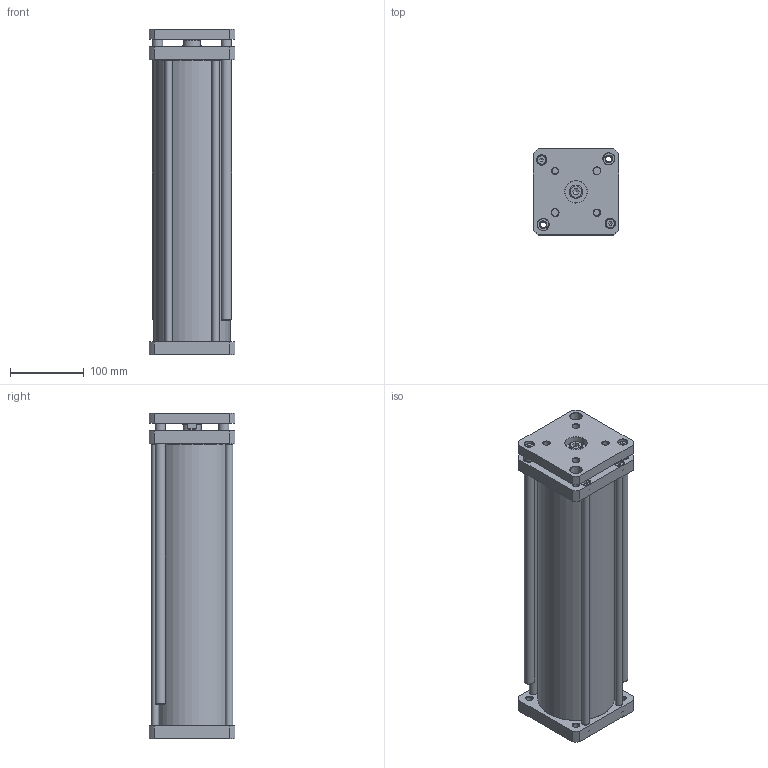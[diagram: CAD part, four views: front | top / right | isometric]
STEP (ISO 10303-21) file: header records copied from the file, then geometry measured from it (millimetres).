
FILE_DESCRIPTION((''),'2;1');
FILE_NAME('XDMA100.350.GS.F.stp','2014-05-19T15:07:57',('carlo.corazza'),(''),'Autodesk Inventor 2012','Autodesk Inventor 2012','');
FILE_SCHEMA(('AUTOMOTIVE_DESIGN { 1 0 10303 214 1 1 1 1 }'));
Length unit declared in the file: millimetre
Products named in the file (8): XDMA100..GS.F; CORPO-350; STELO-350; TAA; TIRANTE-350; TP; STAFFA; COLONNETTA-350
Assembly tree (11 placements, depth 2):
  XDMA100..GS.F
    CORPO-350
    STELO-350
    TAA
    TIRANTE-350  x4
    TP
    STAFFA
    COLONNETTA-350  x2
Bounding box: 116 x 116 x 441 mm (x, y, z)
Volume: 1281263.9 mm3; surface area: 483660.4 mm2
Topology: 11 solids, 22 shells, 379 faces, 857 edges, 533 vertices
Faces by surface type: plane 147, cone 126, cylinder 90, torus 16
Full cylindrical faces by diameter (mm): 6 x2, 6.647 x10, 8.376 x8, 8.566 x2, 8.9 x8, 9.1 x2, 10 x6, 10.106 x2, 13 x10, 13.5 x2, 14 x10, 16 x4, 18 x1, 25 x1, 25.6 x1, 26.9 x1, 28 x1, 29.8 x1, 30 x2, 100 x1, 104 x1
Entity records: 9033 total; most frequent: CARTESIAN_POINT 1663, DIRECTION 1456, ORIENTED_EDGE 1110, AXIS2_PLACEMENT_3D 618, EDGE_LOOP 584, EDGE_CURVE 555, VERTEX_POINT 443, STYLED_ITEM 345
